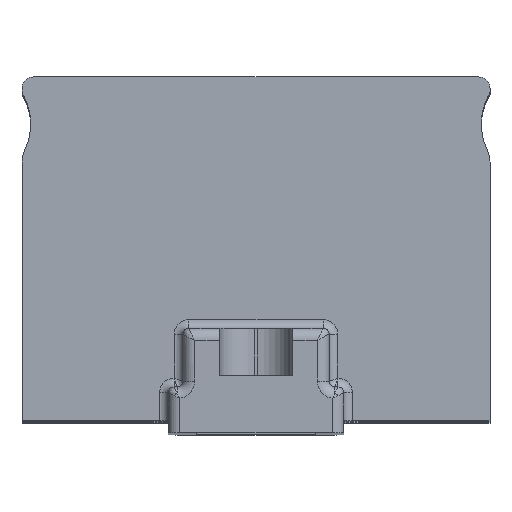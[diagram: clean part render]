
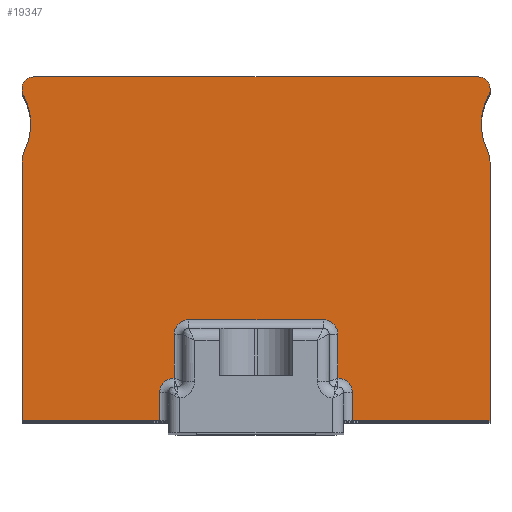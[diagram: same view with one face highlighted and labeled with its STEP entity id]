
A CAD part, top view. The second image highlights one B-rep face of the part: STEP entity #19347.
In plain terms, the highlighted planar face has unit normal (0, 0, 1).
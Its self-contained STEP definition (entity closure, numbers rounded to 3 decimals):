
#2678=CARTESIAN_POINT('',(-48.5,52.8,213.5));
#2679=DIRECTION('',(0.,0.,-1.));
#2680=DIRECTION('',(0.857,0.515,0.));
#2681=AXIS2_PLACEMENT_3D('',#2678,#2679,#2680);
#2683=CARTESIAN_POINT('',(-39.5,58.208,213.5));
#2684=DIRECTION('',(0.,0.,-1.));
#2685=DIRECTION('',(-0.857,-0.515,0.));
#2686=AXIS2_PLACEMENT_3D('',#2683,#2684,#2685);
#2688=DIRECTION('',(0.,1.,0.));
#2689=VECTOR('',#2688,0.592);
#2690=CARTESIAN_POINT('',(-40.,58.208,213.5));
#2691=LINE('',#2690,#2689);
#2692=CARTESIAN_POINT('',(-38.,58.8,213.5));
#2693=DIRECTION('',(0.,0.,-1.));
#2694=DIRECTION('',(-1.,0.,0.));
#2695=AXIS2_PLACEMENT_3D('',#2692,#2693,#2694);
#2697=DIRECTION('',(1.,0.,0.));
#2698=VECTOR('',#2697,76.);
#2699=CARTESIAN_POINT('',(-38.,60.8,213.5));
#2700=LINE('',#2699,#2698);
#2701=CARTESIAN_POINT('',(38.,58.8,213.5));
#2702=DIRECTION('',(0.,0.,-1.));
#2703=DIRECTION('',(0.,1.,0.));
#2704=AXIS2_PLACEMENT_3D('',#2701,#2702,#2703);
#2706=DIRECTION('',(0.,-1.,0.));
#2707=VECTOR('',#2706,0.592);
#2708=CARTESIAN_POINT('',(40.,58.8,213.5));
#2709=LINE('',#2708,#2707);
#2710=CARTESIAN_POINT('',(39.5,58.208,213.5));
#2711=DIRECTION('',(0.,0.,1.));
#2712=DIRECTION('',(0.857,-0.515,0.));
#2713=AXIS2_PLACEMENT_3D('',#2710,#2711,#2712);
#2715=CARTESIAN_POINT('',(48.5,52.8,213.5));
#2716=DIRECTION('',(0.,0.,1.));
#2717=DIRECTION('',(-0.857,0.515,0.));
#2718=AXIS2_PLACEMENT_3D('',#2715,#2716,#2717);
#2720=CARTESIAN_POINT('',(35.,46.262,213.5));
#2721=DIRECTION('',(0.,0.,1.));
#2722=DIRECTION('',(1.,0.,0.));
#2723=AXIS2_PLACEMENT_3D('',#2720,#2721,#2722);
#2725=DIRECTION('',(0.,-1.,0.));
#2726=VECTOR('',#2725,44.262);
#2727=CARTESIAN_POINT('',(40.,46.262,213.5));
#2728=LINE('',#2727,#2726);
#2729=DIRECTION('',(-1.,0.,0.));
#2730=VECTOR('',#2729,23.5);
#2731=CARTESIAN_POINT('',(40.,2.,213.5));
#2732=LINE('',#2731,#2730);
#2733=DIRECTION('',(0.,1.,0.));
#2734=VECTOR('',#2733,4.8);
#2735=CARTESIAN_POINT('',(16.5,2.,213.5));
#2736=LINE('',#2735,#2734);
#2737=CARTESIAN_POINT('',(14.,6.8,213.5));
#2738=DIRECTION('',(0.,0.,1.));
#2739=DIRECTION('',(1.,0.,0.));
#2740=AXIS2_PLACEMENT_3D('',#2737,#2738,#2739);
#2742=CARTESIAN_POINT('',(14.,9.3,213.5));
#2743=CARTESIAN_POINT('',(14.,10.133,213.5));
#2744=CARTESIAN_POINT('',(14.,11.8,213.5));
#2745=CARTESIAN_POINT('',(14.,14.3,213.5));
#2746=CARTESIAN_POINT('',(14.,15.967,213.5));
#2747=CARTESIAN_POINT('',(14.,16.8,213.5));
#2749=CARTESIAN_POINT('',(11.5,16.8,213.5));
#2750=DIRECTION('',(0.,0.,1.));
#2751=DIRECTION('',(1.,0.,0.));
#2752=AXIS2_PLACEMENT_3D('',#2749,#2750,#2751);
#2754=DIRECTION('',(-1.,0.,0.));
#2755=VECTOR('',#2754,23.);
#2756=CARTESIAN_POINT('',(11.5,19.3,213.5));
#2757=LINE('',#2756,#2755);
#2758=CARTESIAN_POINT('',(-11.5,16.8,213.5));
#2759=DIRECTION('',(0.,0.,1.));
#2760=DIRECTION('',(0.,1.,0.));
#2761=AXIS2_PLACEMENT_3D('',#2758,#2759,#2760);
#2763=CARTESIAN_POINT('',(-14.,16.8,213.5));
#2764=CARTESIAN_POINT('',(-14.,15.967,213.5));
#2765=CARTESIAN_POINT('',(-14.,14.3,213.5));
#2766=CARTESIAN_POINT('',(-14.,11.8,213.5));
#2767=CARTESIAN_POINT('',(-14.,10.133,213.5));
#2768=CARTESIAN_POINT('',(-14.,9.3,213.5));
#2770=CARTESIAN_POINT('',(-14.,6.8,213.5));
#2771=DIRECTION('',(0.,0.,1.));
#2772=DIRECTION('',(0.,1.,0.));
#2773=AXIS2_PLACEMENT_3D('',#2770,#2771,#2772);
#2775=DIRECTION('',(0.,-1.,0.));
#2776=VECTOR('',#2775,4.8);
#2777=CARTESIAN_POINT('',(-16.5,6.8,213.5));
#2778=LINE('',#2777,#2776);
#2779=DIRECTION('',(-1.,0.,0.));
#2780=VECTOR('',#2779,23.5);
#2781=CARTESIAN_POINT('',(-16.5,2.,213.5));
#2782=LINE('',#2781,#2780);
#2783=DIRECTION('',(0.,1.,0.));
#2784=VECTOR('',#2783,44.262);
#2785=CARTESIAN_POINT('',(-40.,2.,213.5));
#2786=LINE('',#2785,#2784);
#2787=CARTESIAN_POINT('',(-35.,46.262,213.5));
#2788=DIRECTION('',(0.,0.,-1.));
#2789=DIRECTION('',(-1.,0.,0.));
#2790=AXIS2_PLACEMENT_3D('',#2787,#2788,#2789);
#14127=CARTESIAN_POINT('',(-38.,60.8,213.5));
#14128=CARTESIAN_POINT('',(38.,60.8,213.5));
#14129=VERTEX_POINT('',#14127);
#14130=VERTEX_POINT('',#14128);
#14135=CARTESIAN_POINT('',(40.,2.,213.5));
#14137=VERTEX_POINT('',#14135);
#14139=CARTESIAN_POINT('',(-40.,2.,213.5));
#14141=VERTEX_POINT('',#14139);
#14287=CARTESIAN_POINT('',(-40.,58.8,213.5));
#14288=VERTEX_POINT('',#14287);
#14289=CARTESIAN_POINT('',(40.,58.8,213.5));
#14290=VERTEX_POINT('',#14289);
#14840=CARTESIAN_POINT('',(16.5,2.,213.5));
#14841=CARTESIAN_POINT('',(16.5,6.8,213.5));
#14842=VERTEX_POINT('',#14840);
#14843=VERTEX_POINT('',#14841);
#14844=CARTESIAN_POINT('',(14.,9.3,213.5));
#14845=VERTEX_POINT('',#14844);
#14849=VERTEX_POINT('',#2763);
#14850=VERTEX_POINT('',#2768);
#14853=CARTESIAN_POINT('',(-11.5,19.3,213.5));
#14854=VERTEX_POINT('',#14853);
#14857=CARTESIAN_POINT('',(11.5,19.3,213.5));
#14858=VERTEX_POINT('',#14857);
#14861=CARTESIAN_POINT('',(14.,16.8,213.5));
#14862=VERTEX_POINT('',#14861);
#14867=CARTESIAN_POINT('',(-16.5,6.8,213.5));
#14868=CARTESIAN_POINT('',(-16.5,2.,213.5));
#14869=VERTEX_POINT('',#14867);
#14870=VERTEX_POINT('',#14868);
#14879=CARTESIAN_POINT('',(39.929,57.951,213.5));
#14880=CARTESIAN_POINT('',(39.5,48.441,213.5));
#14881=VERTEX_POINT('',#14879);
#14882=VERTEX_POINT('',#14880);
#14931=CARTESIAN_POINT('',(40.,58.208,213.5));
#14932=VERTEX_POINT('',#14931);
#14933=CARTESIAN_POINT('',(40.,46.262,213.5));
#14934=VERTEX_POINT('',#14933);
#15043=CARTESIAN_POINT('',(-39.929,57.951,213.5));
#15044=CARTESIAN_POINT('',(-39.5,48.441,213.5));
#15045=VERTEX_POINT('',#15043);
#15046=VERTEX_POINT('',#15044);
#15119=CARTESIAN_POINT('',(-40.,46.262,213.5));
#15120=VERTEX_POINT('',#15119);
#15121=CARTESIAN_POINT('',(-40.,58.208,213.5));
#15122=VERTEX_POINT('',#15121);
#19293=CARTESIAN_POINT('',(0.,0.,213.5));
#19294=DIRECTION('',(0.,0.,1.));
#19295=DIRECTION('',(1.,0.,0.));
#19296=AXIS2_PLACEMENT_3D('',#19293,#19294,#19295);
#19297=PLANE('',#19296);
#19299=ORIENTED_EDGE('',*,*,#19298,.F.);
#19301=ORIENTED_EDGE('',*,*,#19300,.T.);
#19303=ORIENTED_EDGE('',*,*,#19302,.T.);
#19305=ORIENTED_EDGE('',*,*,#19304,.T.);
#19307=ORIENTED_EDGE('',*,*,#19306,.T.);
#19309=ORIENTED_EDGE('',*,*,#19308,.T.);
#19311=ORIENTED_EDGE('',*,*,#19310,.T.);
#19313=ORIENTED_EDGE('',*,*,#19312,.F.);
#19315=ORIENTED_EDGE('',*,*,#19314,.T.);
#19317=ORIENTED_EDGE('',*,*,#19316,.F.);
#19319=ORIENTED_EDGE('',*,*,#19318,.T.);
#19321=ORIENTED_EDGE('',*,*,#19320,.T.);
#19323=ORIENTED_EDGE('',*,*,#19322,.T.);
#19325=ORIENTED_EDGE('',*,*,#19324,.T.);
#19327=ORIENTED_EDGE('',*,*,#19326,.T.);
#19329=ORIENTED_EDGE('',*,*,#19328,.T.);
#19331=ORIENTED_EDGE('',*,*,#19330,.T.);
#19333=ORIENTED_EDGE('',*,*,#19332,.T.);
#19335=ORIENTED_EDGE('',*,*,#19334,.T.);
#19336=ORIENTED_EDGE('',*,*,#19283,.T.);
#19338=ORIENTED_EDGE('',*,*,#19337,.T.);
#19340=ORIENTED_EDGE('',*,*,#19339,.T.);
#19342=ORIENTED_EDGE('',*,*,#19341,.T.);
#19344=ORIENTED_EDGE('',*,*,#19343,.T.);
#19345=EDGE_LOOP('',(#19299,#19301,#19303,#19305,#19307,#19309,#19311,#19313,
#19315,#19317,#19319,#19321,#19323,#19325,#19327,#19329,#19331,#19333,#19335,
#19336,#19338,#19340,#19342,#19344));
#19346=FACE_OUTER_BOUND('',#19345,.F.);
#19347=ADVANCED_FACE('',(#19346),#19297,.T.);
#2682=CIRCLE('',#2681,10.);
#2687=CIRCLE('',#2686,0.5);
#2696=CIRCLE('',#2695,2.);
#2705=CIRCLE('',#2704,2.);
#2714=CIRCLE('',#2713,0.5);
#2719=CIRCLE('',#2718,10.);
#2724=CIRCLE('',#2723,5.);
#2741=CIRCLE('',#2740,2.5);
#2748=B_SPLINE_CURVE_WITH_KNOTS('',3,(#2742,#2743,#2744,#2745,#2746,#2747),
.UNSPECIFIED.,.F.,.F.,(4,1,1,4),(0.,0.333,0.667,1.),
.UNSPECIFIED.);
#2753=CIRCLE('',#2752,2.5);
#2762=CIRCLE('',#2761,2.5);
#2769=B_SPLINE_CURVE_WITH_KNOTS('',3,(#2763,#2764,#2765,#2766,#2767,#2768),
.UNSPECIFIED.,.F.,.F.,(4,1,1,4),(0.,0.333,0.667,1.),
.UNSPECIFIED.);
#2774=CIRCLE('',#2773,2.5);
#2791=CIRCLE('',#2790,5.);
#19283=EDGE_CURVE('',#14850,#14869,#2774,.T.);
#19298=EDGE_CURVE('',#15045,#15046,#2682,.T.);
#19300=EDGE_CURVE('',#15045,#15122,#2687,.T.);
#19302=EDGE_CURVE('',#15122,#14288,#2691,.T.);
#19304=EDGE_CURVE('',#14288,#14129,#2696,.T.);
#19306=EDGE_CURVE('',#14129,#14130,#2700,.T.);
#19308=EDGE_CURVE('',#14130,#14290,#2705,.T.);
#19310=EDGE_CURVE('',#14290,#14932,#2709,.T.);
#19312=EDGE_CURVE('',#14881,#14932,#2714,.T.);
#19314=EDGE_CURVE('',#14881,#14882,#2719,.T.);
#19316=EDGE_CURVE('',#14934,#14882,#2724,.T.);
#19318=EDGE_CURVE('',#14934,#14137,#2728,.T.);
#19320=EDGE_CURVE('',#14137,#14842,#2732,.T.);
#19322=EDGE_CURVE('',#14842,#14843,#2736,.T.);
#19324=EDGE_CURVE('',#14843,#14845,#2741,.T.);
#19326=EDGE_CURVE('',#14845,#14862,#2748,.T.);
#19328=EDGE_CURVE('',#14862,#14858,#2753,.T.);
#19330=EDGE_CURVE('',#14858,#14854,#2757,.T.);
#19332=EDGE_CURVE('',#14854,#14849,#2762,.T.);
#19334=EDGE_CURVE('',#14849,#14850,#2769,.T.);
#19337=EDGE_CURVE('',#14869,#14870,#2778,.T.);
#19339=EDGE_CURVE('',#14870,#14141,#2782,.T.);
#19341=EDGE_CURVE('',#14141,#15120,#2786,.T.);
#19343=EDGE_CURVE('',#15120,#15046,#2791,.T.);
